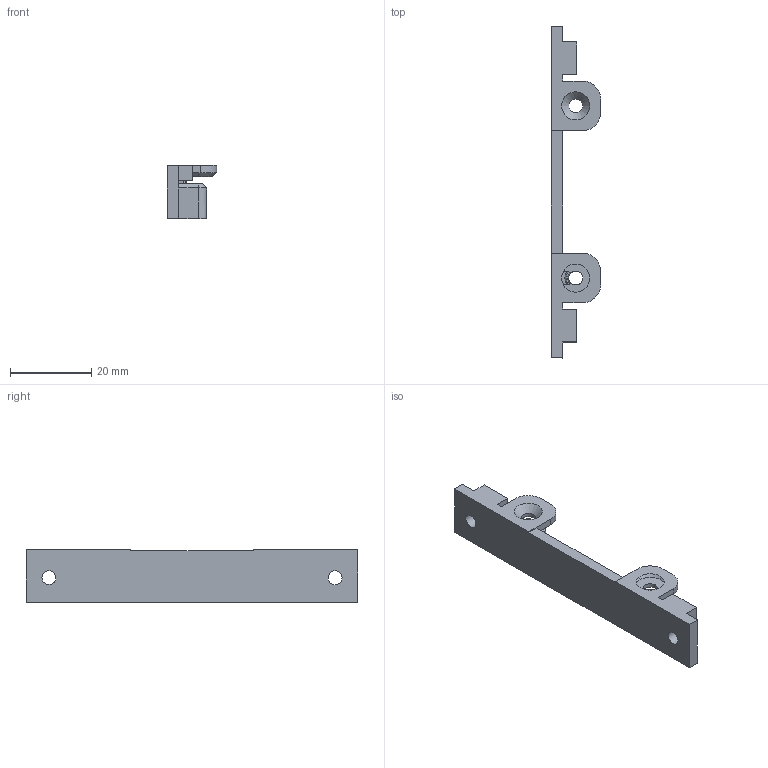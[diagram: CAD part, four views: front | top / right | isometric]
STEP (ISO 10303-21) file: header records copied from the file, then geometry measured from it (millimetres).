
FILE_DESCRIPTION(/* description */ (''),/* implementation_level */ '2;1');
FILE_NAME(/* name */ 'PSU_Mount_C_x1.step',/* time_stamp */ '2025-12-31T11:32:24-05:00',/* author */ (''),/* organization */ (''),/* preprocessor_version */ 'ST-DEVELOPER v20.1',/* originating_system */ 'Autodesk Translation Framework v14.21.0.0',/* authorisation */ '');
FILE_SCHEMA (('AUTOMOTIVE_DESIGN { 1 0 10303 214 3 1 1 }'));
Length unit declared in the file: millimetre
Products named in the file (1): PSU / MCU Mount  (1)
Bounding box: 12.12 x 81.51 x 13.03 mm (x, y, z)
Volume: 4096.1 mm3; surface area: 3851.9 mm2
Topology: 1 solids, 1 shells, 92 faces, 265 edges, 173 vertices
Faces by surface type: plane 56, cylinder 22, cone 12, bspline 2
Full cylindrical faces by diameter (mm): 3.4 x4, 4.7 x2
Entity records: 3563 total; most frequent: CARTESIAN_POINT 1054, ORIENTED_EDGE 530, DIRECTION 497, EDGE_CURVE 265, LINE 187, VECTOR 187, VERTEX_POINT 173, AXIS2_PLACEMENT_3D 155
